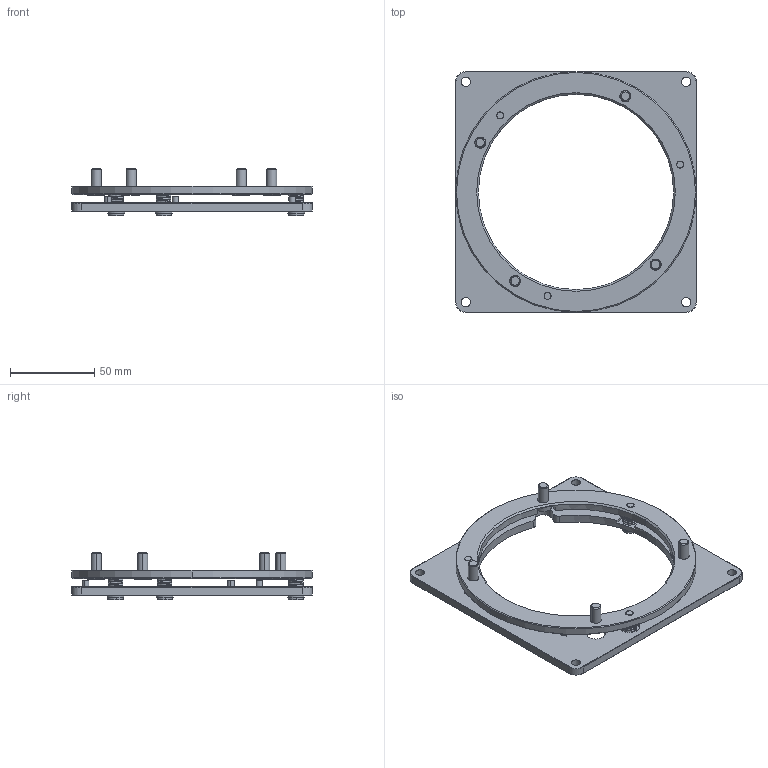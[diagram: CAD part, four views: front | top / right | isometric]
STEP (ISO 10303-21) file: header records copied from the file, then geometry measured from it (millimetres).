
FILE_DESCRIPTION (( 'STEP AP203' ), '1' );
FILE_NAME ('DP29537.step', '2022-01-05T10:58:15', ( '' ), ( '' ), 'SwSTEP 2.0', 'SolidWorks 2021', '' );
FILE_SCHEMA (( 'CONFIG_CONTROL_DESIGN' ));
Length unit declared in the file: millimetre
Products named in the file (1): DP29537
Bounding box: 143 x 143 x 28 mm (x, y, z)
Surface area: 42623.3 mm2 (no closed solid volume)
Topology: 0 solids, 31 shells, 272 faces, 750 edges, 500 vertices
Faces by surface type: plane 115, cylinder 103, cone 36, torus 12, bspline 6
Entity records: 11929 total; most frequent: CARTESIAN_POINT 4785, DIRECTION 1570, ORIENTED_EDGE 1320, EDGE_CURVE 742, AXIS2_PLACEMENT_3D 585, VERTEX_POINT 500, VECTOR 400, LINE 400
